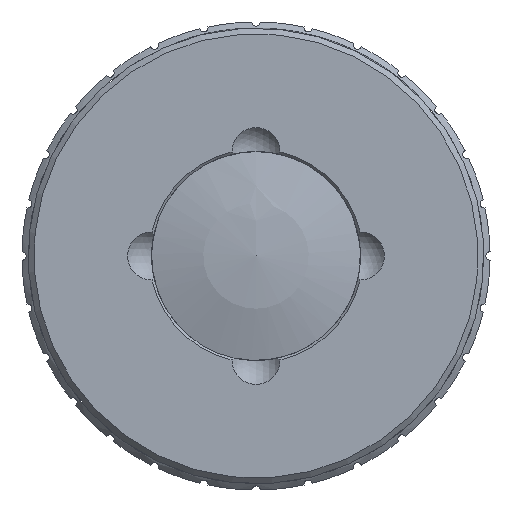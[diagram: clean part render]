
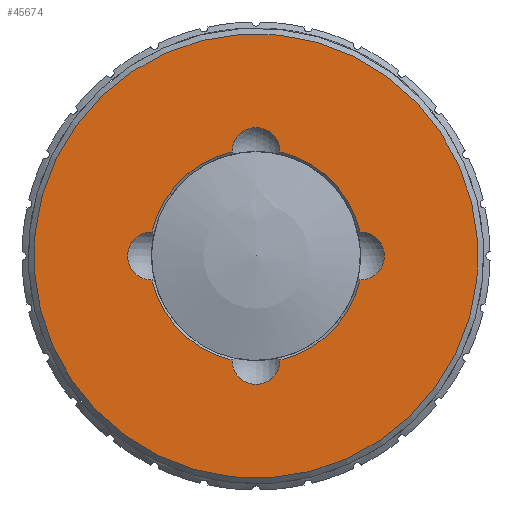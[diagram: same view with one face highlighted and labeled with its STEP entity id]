
A CAD part, front view. The second image highlights one B-rep face of the part: STEP entity #45674.
In plain terms, the highlighted planar face has unit normal (0, -1, 0).
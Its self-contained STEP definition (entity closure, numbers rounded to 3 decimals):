
#485 = AXIS2_PLACEMENT_3D ( 'NONE', #34919, #1784, #25067 ) ;
#902 = CIRCLE ( 'NONE', #32912, 9.2 ) ;
#1120 = CARTESIAN_POINT ( 'NONE',  ( -22.954, -31.887, 0. ) ) ;
#1784 = DIRECTION ( 'NONE',  ( 0., 1., 0. ) ) ;
#1854 = DIRECTION ( 'NONE',  ( 0., -1., 0. ) ) ;
#2521 = VERTEX_POINT ( 'NONE', #16517 ) ;
#2851 = CARTESIAN_POINT ( 'NONE',  ( -13.989, -31.887, -2.067 ) ) ;
#4270 = CARTESIAN_POINT ( 'NONE',  ( -31.954, -31.887, 0. ) ) ;
#4774 = DIRECTION ( 'NONE',  ( 0., -1., 0. ) ) ;
#5355 = EDGE_CURVE ( 'NONE', #23280, #41668, #25516, .T. ) ;
#5419 = DIRECTION ( 'NONE',  ( 0., 1., 0. ) ) ;
#5536 = AXIS2_PLACEMENT_3D ( 'NONE', #35337, #23809, #35085 ) ;
#5608 = PLANE ( 'NONE',  #8907 ) ;
#6271 = CARTESIAN_POINT ( 'NONE',  ( -13.989, -31.887, 2.067 ) ) ;
#6456 = ORIENTED_EDGE ( 'NONE', *, *, #28548, .T. ) ;
#6700 = CARTESIAN_POINT ( 'NONE',  ( -20.886, -31.887, -8.965 ) ) ;
#7707 = VERTEX_POINT ( 'NONE', #49302 ) ;
#7807 = CARTESIAN_POINT ( 'NONE',  ( -22.954, -31.887, 0. ) ) ;
#8907 = AXIS2_PLACEMENT_3D ( 'NONE', #36163, #1854, #32405 ) ;
#10862 = VERTEX_POINT ( 'NONE', #12727 ) ;
#11007 = ORIENTED_EDGE ( 'NONE', *, *, #42369, .F. ) ;
#11073 = CARTESIAN_POINT ( 'NONE',  ( -31.918, -31.887, -2.067 ) ) ;
#11089 = EDGE_CURVE ( 'NONE', #10862, #26225, #31130, .T. ) ;
#11805 = DIRECTION ( 'NONE',  ( 0., 0., -1. ) ) ;
#12727 = CARTESIAN_POINT ( 'NONE',  ( -25.021, -31.887, -8.965 ) ) ;
#15983 = ORIENTED_EDGE ( 'NONE', *, *, #5355, .F. ) ;
#16517 = CARTESIAN_POINT ( 'NONE',  ( -31.918, -31.887, 2.067 ) ) ;
#17049 = DIRECTION ( 'NONE',  ( 0., 0., -1. ) ) ;
#17164 = EDGE_LOOP ( 'NONE', ( #49558 ) ) ;
#17288 = CARTESIAN_POINT ( 'NONE',  ( -13.954, -31.887, 0. ) ) ;
#17593 = CIRCLE ( 'NONE', #26405, 9.2 ) ;
#17988 = VERTEX_POINT ( 'NONE', #2851 ) ;
#18414 = EDGE_CURVE ( 'NONE', #2521, #45920, #39182, .T. ) ;
#19856 = VERTEX_POINT ( 'NONE', #6271 ) ;
#20189 = DIRECTION ( 'NONE',  ( 0., 0., -1. ) ) ;
#21279 = EDGE_CURVE ( 'NONE', #17988, #26225, #17593, .T. ) ;
#21981 = CARTESIAN_POINT ( 'NONE',  ( -22.954, -31.887, 0. ) ) ;
#23046 = DIRECTION ( 'NONE',  ( 0., 0., -1. ) ) ;
#23280 = VERTEX_POINT ( 'NONE', #44223 ) ;
#23695 = CIRCLE ( 'NONE', #485, 9.2 ) ;
#23706 = CARTESIAN_POINT ( 'NONE',  ( -22.954, -31.887, 0. ) ) ;
#23809 = DIRECTION ( 'NONE',  ( 0., -1., 0. ) ) ;
#23976 = AXIS2_PLACEMENT_3D ( 'NONE', #4270, #4774, #23046 ) ;
#24866 = CIRCLE ( 'NONE', #32874, 9.2 ) ;
#25067 = DIRECTION ( 'NONE',  ( 0., 0., -1. ) ) ;
#25516 = CIRCLE ( 'NONE', #5536, 2.068 ) ;
#26225 = VERTEX_POINT ( 'NONE', #6700 ) ;
#26405 = AXIS2_PLACEMENT_3D ( 'NONE', #21981, #37766, #38011 ) ;
#26658 = ORIENTED_EDGE ( 'NONE', *, *, #45074, .T. ) ;
#27427 = DIRECTION ( 'NONE',  ( 0., -1., 0. ) ) ;
#28548 = EDGE_CURVE ( 'NONE', #23280, #19856, #23695, .T. ) ;
#30337 = AXIS2_PLACEMENT_3D ( 'NONE', #38741, #42991, #35233 ) ;
#30849 = EDGE_CURVE ( 'NONE', #7707, #7707, #45326, .T. ) ;
#31130 = CIRCLE ( 'NONE', #30337, 2.068 ) ;
#32405 = DIRECTION ( 'NONE',  ( -0.104, 0., -0.995 ) ) ;
#32874 = AXIS2_PLACEMENT_3D ( 'NONE', #23706, #5419, #20189 ) ;
#32912 = AXIS2_PLACEMENT_3D ( 'NONE', #7807, #49151, #11805 ) ;
#33117 = ORIENTED_EDGE ( 'NONE', *, *, #44655, .T. ) ;
#34919 = CARTESIAN_POINT ( 'NONE',  ( -22.954, -31.887, 0. ) ) ;
#35085 = DIRECTION ( 'NONE',  ( 0., 0., -1. ) ) ;
#35233 = DIRECTION ( 'NONE',  ( 0., 0., -1. ) ) ;
#35337 = CARTESIAN_POINT ( 'NONE',  ( -22.954, -31.887, 9. ) ) ;
#35860 = DIRECTION ( 'NONE',  ( 0., -1., 0. ) ) ;
#36163 = CARTESIAN_POINT ( 'NONE',  ( -22.954, -31.887, 0. ) ) ;
#37308 = CARTESIAN_POINT ( 'NONE',  ( -25.021, -31.887, 8.965 ) ) ;
#37766 = DIRECTION ( 'NONE',  ( 0., 1., 0. ) ) ;
#38011 = DIRECTION ( 'NONE',  ( 0., 0., -1. ) ) ;
#38741 = CARTESIAN_POINT ( 'NONE',  ( -22.954, -31.887, -9. ) ) ;
#38982 = ORIENTED_EDGE ( 'NONE', *, *, #18414, .F. ) ;
#39050 = ORIENTED_EDGE ( 'NONE', *, *, #21279, .T. ) ;
#39182 = CIRCLE ( 'NONE', #23976, 2.068 ) ;
#39920 = FACE_BOUND ( 'NONE', #49254, .T. ) ;
#41668 = VERTEX_POINT ( 'NONE', #37308 ) ;
#42149 = AXIS2_PLACEMENT_3D ( 'NONE', #1120, #27427, #43444 ) ;
#42369 = EDGE_CURVE ( 'NONE', #17988, #19856, #47827, .T. ) ;
#42489 = ORIENTED_EDGE ( 'NONE', *, *, #11089, .F. ) ;
#42991 = DIRECTION ( 'NONE',  ( 0., -1., 0. ) ) ;
#43192 = FACE_OUTER_BOUND ( 'NONE', #17164, .T. ) ;
#43444 = DIRECTION ( 'NONE',  ( -0.104, 0., -0.995 ) ) ;
#44223 = CARTESIAN_POINT ( 'NONE',  ( -20.886, -31.887, 8.965 ) ) ;
#44655 = EDGE_CURVE ( 'NONE', #10862, #45920, #24866, .T. ) ;
#45074 = EDGE_CURVE ( 'NONE', #2521, #41668, #902, .T. ) ;
#45326 = CIRCLE ( 'NONE', #42149, 19.15 ) ;
#45436 = AXIS2_PLACEMENT_3D ( 'NONE', #17288, #35860, #17049 ) ;
#45674 = ADVANCED_FACE ( 'NONE', ( #39920, #43192 ), #5608, .T. ) ;
#45920 = VERTEX_POINT ( 'NONE', #11073 ) ;
#47827 = CIRCLE ( 'NONE', #45436, 2.068 ) ;
#49151 = DIRECTION ( 'NONE',  ( 0., 1., 0. ) ) ;
#49254 = EDGE_LOOP ( 'NONE', ( #11007, #39050, #42489, #33117, #38982, #26658, #15983, #6456 ) ) ;
#49302 = CARTESIAN_POINT ( 'NONE',  ( -24.953, -31.887, -19.045 ) ) ;
#49558 = ORIENTED_EDGE ( 'NONE', *, *, #30849, .T. ) ;
